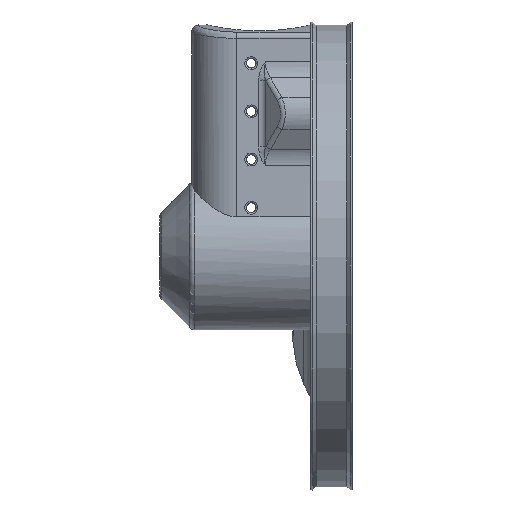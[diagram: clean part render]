
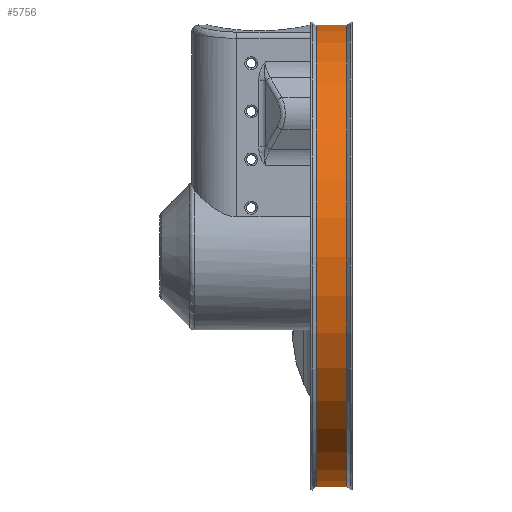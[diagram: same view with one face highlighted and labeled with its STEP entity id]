
A CAD part, left-side view. The second image highlights one B-rep face of the part: STEP entity #5756.
In plain terms, the highlighted cylindrical face has radius 72 mm (diameter 144 mm), a partial arc.
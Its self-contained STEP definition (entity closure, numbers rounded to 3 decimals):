
#327=CIRCLE('',#6289,72.);
#328=CIRCLE('',#6290,72.);
#726=FACE_OUTER_BOUND('',#1099,.T.);
#1099=EDGE_LOOP('',(#5003,#5004,#5005,#5006));
#1649=LINE('',#11833,#2158);
#1707=LINE('',#12151,#2216);
#2158=VECTOR('',#7402,10.);
#2216=VECTOR('',#7584,10.);
#2796=VERTEX_POINT('',#11830);
#2797=VERTEX_POINT('',#11832);
#2825=VERTEX_POINT('',#12148);
#2826=VERTEX_POINT('',#12150);
#3487=EDGE_CURVE('',#2796,#2797,#1649,.T.);
#3569=EDGE_CURVE('',#2826,#2825,#1707,.T.);
#3578=EDGE_CURVE('',#2796,#2826,#327,.T.);
#3579=EDGE_CURVE('',#2825,#2797,#328,.T.);
#5003=ORIENTED_EDGE('',*,*,#3578,.T.);
#5004=ORIENTED_EDGE('',*,*,#3569,.T.);
#5005=ORIENTED_EDGE('',*,*,#3579,.T.);
#5006=ORIENTED_EDGE('',*,*,#3487,.F.);
#5536=CYLINDRICAL_SURFACE('',#6288,72.);
#5756=ADVANCED_FACE('',(#726),#5536,.T.);
#6288=AXIS2_PLACEMENT_3D('',#12400,#7600,#7601);
#6289=AXIS2_PLACEMENT_3D('',#12401,#7602,#7603);
#6290=AXIS2_PLACEMENT_3D('',#12402,#7604,#7605);
#7402=DIRECTION('',(0.,1.,0.));
#7584=DIRECTION('',(0.,1.,0.));
#7600=DIRECTION('center_axis',(0.,1.,0.));
#7601=DIRECTION('ref_axis',(-0.943,0.,-0.334));
#7602=DIRECTION('center_axis',(0.,1.,0.));
#7603=DIRECTION('ref_axis',(0.707,0.,-0.707));
#7604=DIRECTION('center_axis',(0.,-1.,0.));
#7605=DIRECTION('ref_axis',(0.707,0.,-0.707));
#11830=CARTESIAN_POINT('',(50.912,1.7,-50.912));
#11832=CARTESIAN_POINT('',(50.912,11.3,-50.912));
#11833=CARTESIAN_POINT('',(50.912,0.,-50.912));
#12148=CARTESIAN_POINT('',(7.526,11.3,71.606));
#12150=CARTESIAN_POINT('',(7.526,1.7,71.606));
#12151=CARTESIAN_POINT('',(7.526,0.,71.606));
#12400=CARTESIAN_POINT('Origin',(0.,0.,0.));
#12401=CARTESIAN_POINT('Origin',(0.,1.7,0.));
#12402=CARTESIAN_POINT('Origin',(0.,11.3,0.));
